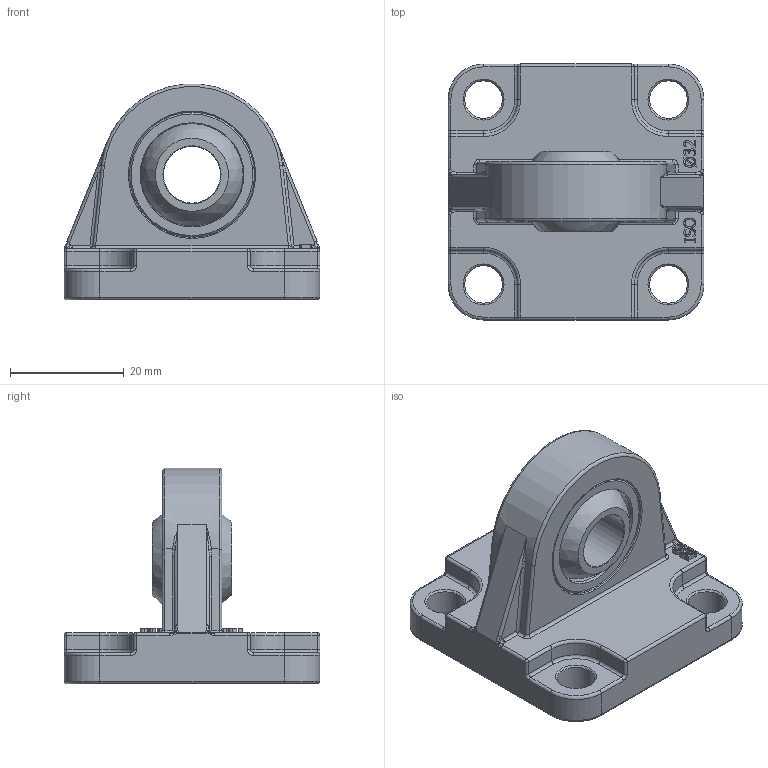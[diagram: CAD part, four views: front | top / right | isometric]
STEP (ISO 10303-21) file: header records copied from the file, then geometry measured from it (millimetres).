
FILE_DESCRIPTION((''),'2;1');
FILE_NAME('CMSI032.stp','2015-01-27T16:21:20',('carlo.corazza'),(''),'Autodesk Inventor 2012','Autodesk Inventor 2012','');
FILE_SCHEMA(('AUTOMOTIVE_DESIGN { 1 0 10303 214 1 1 1 1 }'));
Length unit declared in the file: millimetre
Products named in the file (1): CMSI032
Bounding box: 45 x 45 x 37.94 mm (x, y, z)
Volume: 20339 mm3; surface area: 8973.3 mm2
Topology: 1 solids, 1 shells, 338 faces, 842 edges, 516 vertices
Faces by surface type: bspline 116, cylinder 85, plane 83, torus 27, cone 17, sphere 10
Full cylindrical faces by diameter (mm): 6.6 x4, 10 x1, 18 x2, 22 x2, 30 x1
Entity records: 12144 total; most frequent: CARTESIAN_POINT 4475, ORIENTED_EDGE 1600, DIRECTION 1290, EDGE_CURVE 800, VERTEX_POINT 508, AXIS2_PLACEMENT_3D 475, EDGE_LOOP 392, VECTOR 340
